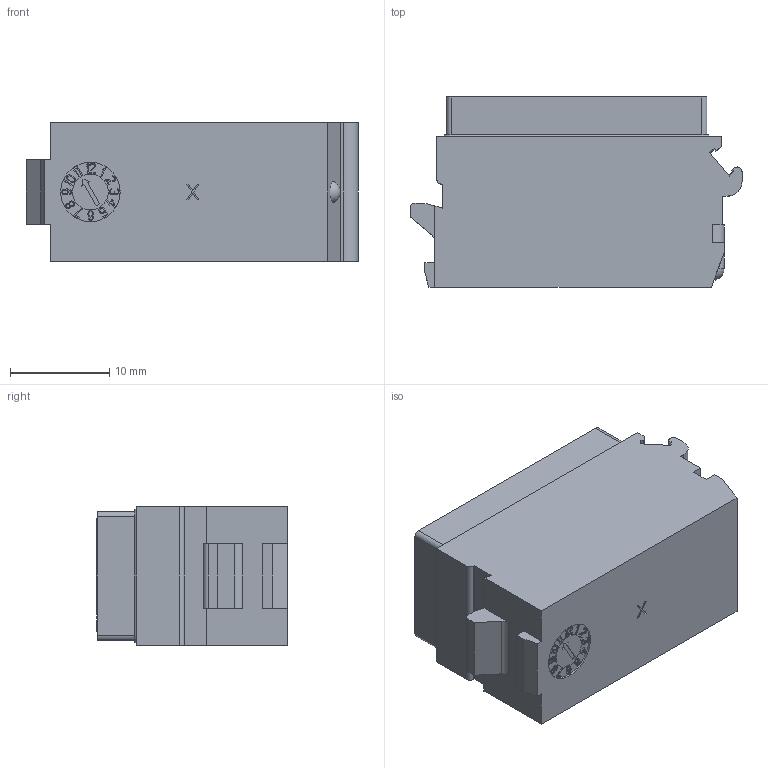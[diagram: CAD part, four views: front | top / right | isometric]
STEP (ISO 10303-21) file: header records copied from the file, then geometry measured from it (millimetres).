
FILE_DESCRIPTION((''),'2;1');
FILE_NAME('00177721104','2020-09-01T',('presta_be4'),(''),'CREO PARAMETRIC BY PTC INC, 2018360','CREO PARAMETRIC BY PTC INC, 2018360','');
FILE_SCHEMA(('CONFIG_CONTROL_DESIGN'));
Products named in the file (1): 00177721104
Bounding box: 33.5 x 19.25 x 14 mm (x, y, z)
Volume: 5648 mm3; surface area: 7054.8 mm2
Topology: 2 solids, 2 shells, 4905 faces, 13082 edges, 8256 vertices
Faces by surface type: plane 2091, cylinder 1073, bspline 648, cone 588, torus 504, sphere 1
Entity records: 173689 total; most frequent: CARTESIAN_POINT 56095, ORIENTED_EDGE 26164, DIRECTION 22555, EDGE_CURVE 13082, VERTEX_POINT 8256, AXIS2_PLACEMENT_3D 7670, VECTOR 7215, LINE 7215
